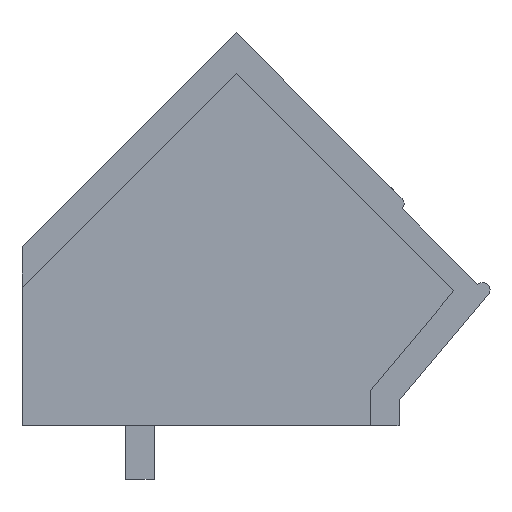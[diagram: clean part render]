
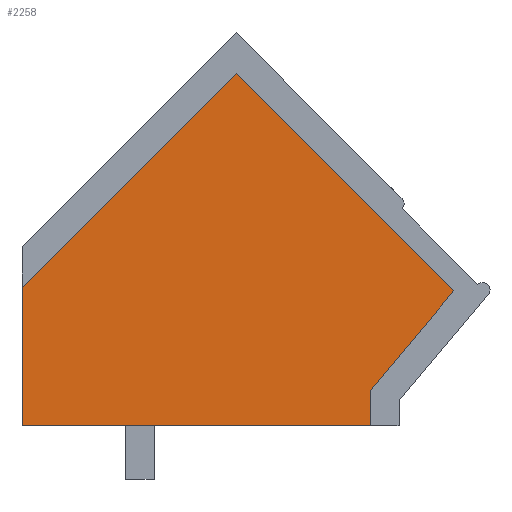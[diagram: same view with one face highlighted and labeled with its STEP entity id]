
A CAD part, left-side view. The second image highlights one B-rep face of the part: STEP entity #2258.
In plain terms, the highlighted planar face has unit normal (-1, 0, 0).
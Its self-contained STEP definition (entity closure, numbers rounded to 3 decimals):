
#2248=AXIS2_PLACEMENT_3D('Plane Axis2P3D',#2245,#2246,#2247) ;
#328=CARTESIAN_POINT('Vertex',(0.3,3.346,1.5)) ;
#331=CARTESIAN_POINT('Line Origine',(0.3,8.223,1.5)) ;
#335=CARTESIAN_POINT('Vertex',(0.3,13.1,1.5)) ;
#1178=CARTESIAN_POINT('Line Origine',(0.3,13.1,3.439)) ;
#1182=CARTESIAN_POINT('Vertex',(0.3,13.1,5.378)) ;
#1260=CARTESIAN_POINT('Line Origine',(0.3,10.105,8.373)) ;
#1264=CARTESIAN_POINT('Vertex',(0.3,7.11,11.369)) ;
#1285=CARTESIAN_POINT('Line Origine',(0.3,4.061,8.32)) ;
#1289=CARTESIAN_POINT('Vertex',(0.3,1.013,5.272)) ;
#1310=CARTESIAN_POINT('Line Origine',(0.3,2.18,3.882)) ;
#1314=CARTESIAN_POINT('Vertex',(0.3,3.346,2.491)) ;
#1335=CARTESIAN_POINT('Line Origine',(0.3,3.346,1.996)) ;
#2245=CARTESIAN_POINT('Axis2P3D Location',(0.3,4.168,9.558)) ;
#332=DIRECTION('Vector Direction',(0.,-1.,0.)) ;
#1179=DIRECTION('Vector Direction',(0.,0.,-1.)) ;
#1261=DIRECTION('Vector Direction',(0.,-0.707,0.707)) ;
#1286=DIRECTION('Vector Direction',(0.,-0.707,-0.707)) ;
#1311=DIRECTION('Vector Direction',(0.,0.643,-0.766)) ;
#1336=DIRECTION('Vector Direction',(0.,0.,-1.)) ;
#2246=DIRECTION('Axis2P3D Direction',(-1.,-0.,0.)) ;
#2247=DIRECTION('Axis2P3D XDirection',(0.,-0.707,-0.707)) ;
#333=VECTOR('Line Direction',#332,1.) ;
#1180=VECTOR('Line Direction',#1179,1.) ;
#1262=VECTOR('Line Direction',#1261,1.) ;
#1287=VECTOR('Line Direction',#1286,1.) ;
#1312=VECTOR('Line Direction',#1311,1.) ;
#1337=VECTOR('Line Direction',#1336,1.) ;
#2251=ORIENTED_EDGE('',*,*,#1266,.F.) ;
#2252=ORIENTED_EDGE('',*,*,#1184,.T.) ;
#2253=ORIENTED_EDGE('',*,*,#337,.T.) ;
#2254=ORIENTED_EDGE('',*,*,#1339,.F.) ;
#2255=ORIENTED_EDGE('',*,*,#1316,.F.) ;
#2256=ORIENTED_EDGE('',*,*,#1291,.F.) ;
#2258=ADVANCED_FACE('HOUSING',(#2257),#2249,.T.) ;
#337=EDGE_CURVE('',#336,#329,#334,.T.) ;
#1184=EDGE_CURVE('',#1183,#336,#1181,.T.) ;
#1266=EDGE_CURVE('',#1183,#1265,#1263,.T.) ;
#1291=EDGE_CURVE('',#1265,#1290,#1288,.T.) ;
#1316=EDGE_CURVE('',#1290,#1315,#1313,.T.) ;
#1339=EDGE_CURVE('',#1315,#329,#1338,.T.) ;
#2250=EDGE_LOOP('',(#2251,#2252,#2253,#2254,#2255,#2256)) ;
#2257=FACE_OUTER_BOUND('',#2250,.T.) ;
#334=LINE('Line',#331,#333) ;
#1181=LINE('Line',#1178,#1180) ;
#1263=LINE('Line',#1260,#1262) ;
#1288=LINE('Line',#1285,#1287) ;
#1313=LINE('Line',#1310,#1312) ;
#1338=LINE('Line',#1335,#1337) ;
#2249=PLANE('',#2248) ;
#329=VERTEX_POINT('',#328) ;
#336=VERTEX_POINT('',#335) ;
#1183=VERTEX_POINT('',#1182) ;
#1265=VERTEX_POINT('',#1264) ;
#1290=VERTEX_POINT('',#1289) ;
#1315=VERTEX_POINT('',#1314) ;
